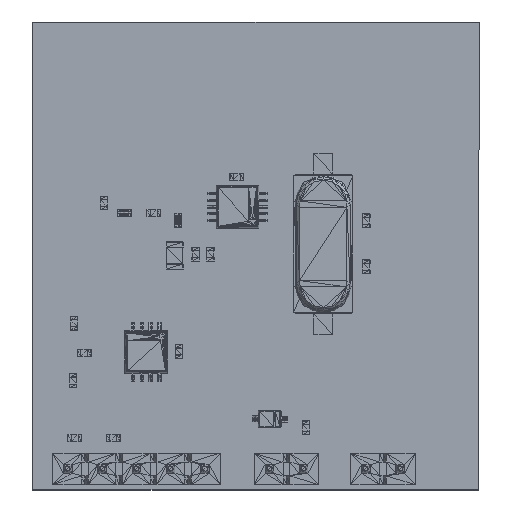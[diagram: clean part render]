
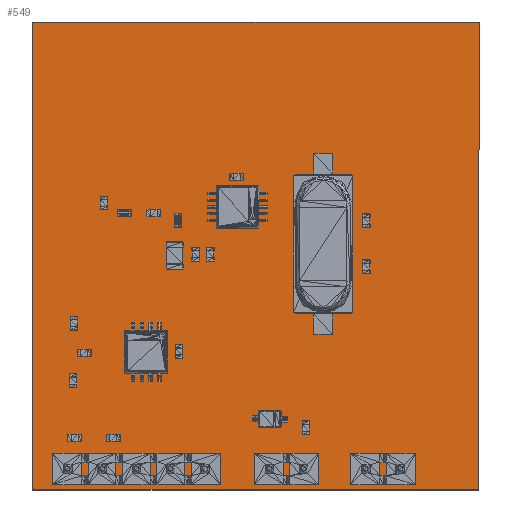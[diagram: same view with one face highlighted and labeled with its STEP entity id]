
A CAD part, top view. The second image highlights one B-rep face of the part: STEP entity #549.
In plain terms, the highlighted planar face has unit normal (0, 0, 1).
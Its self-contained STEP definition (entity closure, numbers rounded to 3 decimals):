
#133 = VERTEX_POINT('',#134);
#134 = CARTESIAN_POINT('',(-21.05,-17.2,0.));
#151 = VERTEX_POINT('',#152);
#152 = CARTESIAN_POINT('',(11.95,-17.2,0.));
#158 = EDGE_CURVE('',#133,#151,#159,.T.);
#159 = LINE('',#160,#161);
#160 = CARTESIAN_POINT('',(-21.05,-17.2,0.));
#161 = VECTOR('',#162,1.);
#162 = DIRECTION('',(1.,0.,0.));
#182 = VERTEX_POINT('',#183);
#183 = CARTESIAN_POINT('',(12.,17.45,0.));
#189 = EDGE_CURVE('',#151,#182,#190,.T.);
#190 = LINE('',#191,#192);
#191 = CARTESIAN_POINT('',(11.95,-17.2,0.));
#192 = VECTOR('',#193,1.);
#193 = DIRECTION('',(0.001,1.,0.));
#213 = VERTEX_POINT('',#214);
#214 = CARTESIAN_POINT('',(-21.05,17.45,0.));
#220 = EDGE_CURVE('',#182,#213,#221,.T.);
#221 = LINE('',#222,#223);
#222 = CARTESIAN_POINT('',(12.,17.45,0.));
#223 = VECTOR('',#224,1.);
#224 = DIRECTION('',(-1.,0.,0.));
#242 = EDGE_CURVE('',#213,#133,#243,.T.);
#243 = LINE('',#244,#245);
#244 = CARTESIAN_POINT('',(-21.05,17.45,0.));
#245 = VECTOR('',#246,1.);
#246 = DIRECTION('',(0.,-1.,0.));
#257 = VERTEX_POINT('',#258);
#258 = CARTESIAN_POINT('',(-7.75,-15.65,0.));
#274 = EDGE_CURVE('',#257,#257,#275,.T.);
#275 = CIRCLE('',#276,0.55);
#276 = AXIS2_PLACEMENT_3D('',#277,#278,#279);
#277 = CARTESIAN_POINT('',(-8.3,-15.65,0.));
#278 = DIRECTION('',(0.,0.,-1.));
#279 = DIRECTION('',(1.,0.,0.));
#290 = VERTEX_POINT('',#291);
#291 = CARTESIAN_POINT('',(-10.29,-15.65,0.));
#307 = EDGE_CURVE('',#290,#290,#308,.T.);
#308 = CIRCLE('',#309,0.55);
#309 = AXIS2_PLACEMENT_3D('',#310,#311,#312);
#310 = CARTESIAN_POINT('',(-10.84,-15.65,0.));
#311 = DIRECTION('',(0.,0.,-1.));
#312 = DIRECTION('',(1.,0.,0.));
#323 = VERTEX_POINT('',#324);
#324 = CARTESIAN_POINT('',(-12.83,-15.65,0.));
#340 = EDGE_CURVE('',#323,#323,#341,.T.);
#341 = CIRCLE('',#342,0.55);
#342 = AXIS2_PLACEMENT_3D('',#343,#344,#345);
#343 = CARTESIAN_POINT('',(-13.38,-15.65,0.));
#344 = DIRECTION('',(0.,0.,-1.));
#345 = DIRECTION('',(1.,0.,0.));
#356 = VERTEX_POINT('',#357);
#357 = CARTESIAN_POINT('',(-15.37,-15.65,0.));
#373 = EDGE_CURVE('',#356,#356,#374,.T.);
#374 = CIRCLE('',#375,0.55);
#375 = AXIS2_PLACEMENT_3D('',#376,#377,#378);
#376 = CARTESIAN_POINT('',(-15.92,-15.65,0.));
#377 = DIRECTION('',(0.,0.,-1.));
#378 = DIRECTION('',(1.,0.,0.));
#389 = VERTEX_POINT('',#390);
#390 = CARTESIAN_POINT('',(-17.91,-15.65,0.));
#406 = EDGE_CURVE('',#389,#389,#407,.T.);
#407 = CIRCLE('',#408,0.55);
#408 = AXIS2_PLACEMENT_3D('',#409,#410,#411);
#409 = CARTESIAN_POINT('',(-18.46,-15.65,0.));
#410 = DIRECTION('',(0.,0.,-1.));
#411 = DIRECTION('',(1.,0.,0.));
#422 = VERTEX_POINT('',#423);
#423 = CARTESIAN_POINT('',(6.7,-15.65,0.));
#439 = EDGE_CURVE('',#422,#422,#440,.T.);
#440 = CIRCLE('',#441,0.55);
#441 = AXIS2_PLACEMENT_3D('',#442,#443,#444);
#442 = CARTESIAN_POINT('',(6.15,-15.65,0.));
#443 = DIRECTION('',(0.,0.,-1.));
#444 = DIRECTION('',(1.,0.,0.));
#455 = VERTEX_POINT('',#456);
#456 = CARTESIAN_POINT('',(4.16,-15.65,0.));
#472 = EDGE_CURVE('',#455,#455,#473,.T.);
#473 = CIRCLE('',#474,0.55);
#474 = AXIS2_PLACEMENT_3D('',#475,#476,#477);
#475 = CARTESIAN_POINT('',(3.61,-15.65,0.));
#476 = DIRECTION('',(0.,0.,-1.));
#477 = DIRECTION('',(1.,0.,0.));
#488 = VERTEX_POINT('',#489);
#489 = CARTESIAN_POINT('',(-0.45,-15.65,0.));
#505 = EDGE_CURVE('',#488,#488,#506,.T.);
#506 = CIRCLE('',#507,0.55);
#507 = AXIS2_PLACEMENT_3D('',#508,#509,#510);
#508 = CARTESIAN_POINT('',(-1.,-15.65,0.));
#509 = DIRECTION('',(0.,0.,-1.));
#510 = DIRECTION('',(1.,0.,0.));
#521 = VERTEX_POINT('',#522);
#522 = CARTESIAN_POINT('',(-2.99,-15.65,0.));
#538 = EDGE_CURVE('',#521,#521,#539,.T.);
#539 = CIRCLE('',#540,0.55);
#540 = AXIS2_PLACEMENT_3D('',#541,#542,#543);
#541 = CARTESIAN_POINT('',(-3.54,-15.65,0.));
#542 = DIRECTION('',(0.,0.,-1.));
#543 = DIRECTION('',(1.,0.,0.));
#549 = ADVANCED_FACE('',(#550,#556,#559,#562,#565,#568,#571,#574,#577,
    #580),#583,.F.);
#550 = FACE_BOUND('',#551,.T.);
#551 = EDGE_LOOP('',(#552,#553,#554,#555));
#552 = ORIENTED_EDGE('',*,*,#158,.T.);
#553 = ORIENTED_EDGE('',*,*,#189,.T.);
#554 = ORIENTED_EDGE('',*,*,#220,.T.);
#555 = ORIENTED_EDGE('',*,*,#242,.T.);
#556 = FACE_BOUND('',#557,.T.);
#557 = EDGE_LOOP('',(#558));
#558 = ORIENTED_EDGE('',*,*,#274,.T.);
#559 = FACE_BOUND('',#560,.T.);
#560 = EDGE_LOOP('',(#561));
#561 = ORIENTED_EDGE('',*,*,#307,.T.);
#562 = FACE_BOUND('',#563,.T.);
#563 = EDGE_LOOP('',(#564));
#564 = ORIENTED_EDGE('',*,*,#340,.T.);
#565 = FACE_BOUND('',#566,.T.);
#566 = EDGE_LOOP('',(#567));
#567 = ORIENTED_EDGE('',*,*,#373,.T.);
#568 = FACE_BOUND('',#569,.T.);
#569 = EDGE_LOOP('',(#570));
#570 = ORIENTED_EDGE('',*,*,#406,.T.);
#571 = FACE_BOUND('',#572,.T.);
#572 = EDGE_LOOP('',(#573));
#573 = ORIENTED_EDGE('',*,*,#439,.T.);
#574 = FACE_BOUND('',#575,.T.);
#575 = EDGE_LOOP('',(#576));
#576 = ORIENTED_EDGE('',*,*,#472,.T.);
#577 = FACE_BOUND('',#578,.T.);
#578 = EDGE_LOOP('',(#579));
#579 = ORIENTED_EDGE('',*,*,#505,.T.);
#580 = FACE_BOUND('',#581,.T.);
#581 = EDGE_LOOP('',(#582));
#582 = ORIENTED_EDGE('',*,*,#538,.T.);
#583 = PLANE('',#584);
#584 = AXIS2_PLACEMENT_3D('',#585,#586,#587);
#585 = CARTESIAN_POINT('',(-21.05,-17.2,0.));
#586 = DIRECTION('',(0.,0.,-1.));
#587 = DIRECTION('',(-1.,0.,0.));
